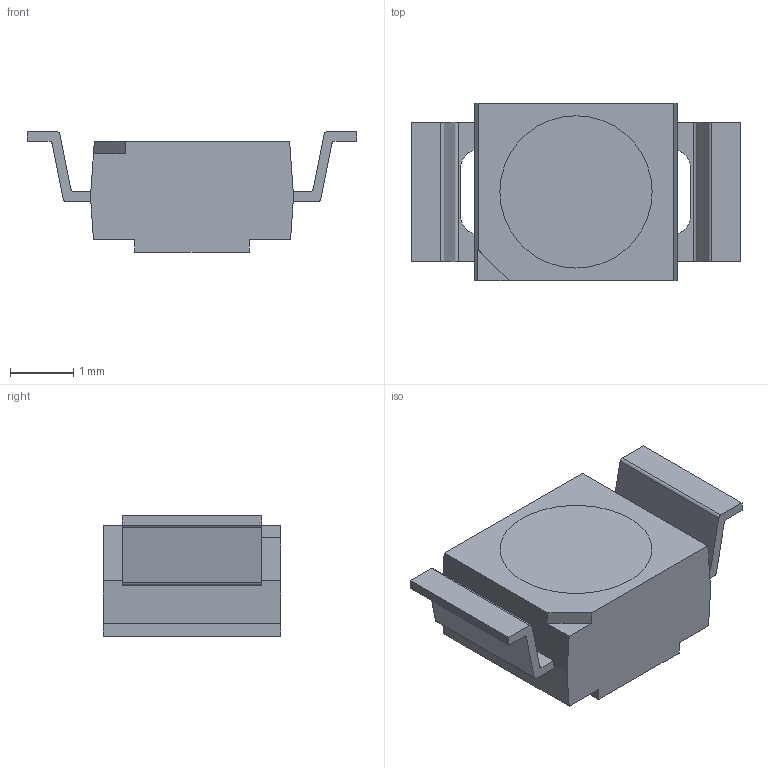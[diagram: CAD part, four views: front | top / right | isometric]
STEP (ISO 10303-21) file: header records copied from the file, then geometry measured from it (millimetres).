
FILE_DESCRIPTION (( 'STEP AP214' ), '1' );
FILE_NAME ('AA3528SECKT09.STEP', '2023-09-07T06:53:33', ( 'USER' ), ( '' ), 'SwSTEP 2.0', 'SolidWorks 2016', '' );
FILE_SCHEMA (( 'AUTOMOTIVE_DESIGN' ));
Length unit declared in the file: millimetre
Products named in the file (1): AA3528SECKT09
Bounding box: 5.2 x 2.8 x 1.9 mm (x, y, z)
Volume: 15.7 mm3; surface area: 71.1 mm2
Topology: 4 solids, 4 shells, 60 faces, 153 edges, 102 vertices
Faces by surface type: plane 44, cylinder 12, cone 4
Entity records: 1874 total; most frequent: CARTESIAN_POINT 328, ORIENTED_EDGE 306, DIRECTION 303, EDGE_CURVE 153, LINE 117, VECTOR 117, VERTEX_POINT 102, AXIS2_PLACEMENT_3D 93
